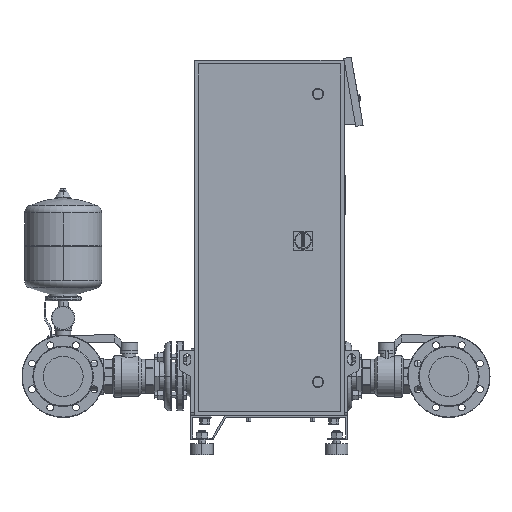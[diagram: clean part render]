
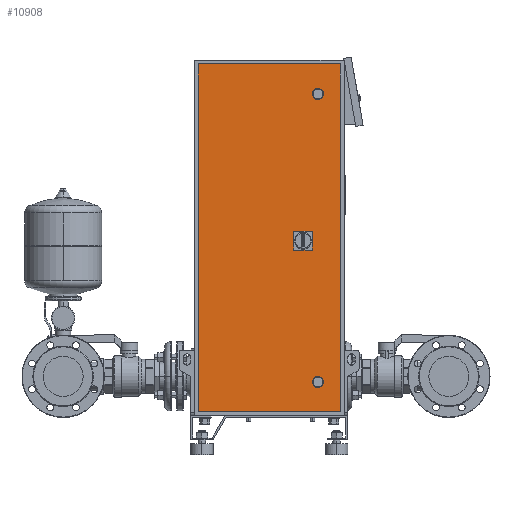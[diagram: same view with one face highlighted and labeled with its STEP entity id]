
A CAD part, left-side view. The second image highlights one B-rep face of the part: STEP entity #10908.
In plain terms, the highlighted free-form (B-spline) face has degree [1, 1] with [2, 2] control points.
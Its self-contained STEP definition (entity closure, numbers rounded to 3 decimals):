
#10386=CARTESIAN_POINT('',(-200.0,-130.0,950.0));
#10387=VERTEX_POINT('',#10386);
#10403=CARTESIAN_POINT('',(-200.0,-130.0,980.0));
#10404=VERTEX_POINT('',#10403);
#10411=CARTESIAN_POINT('',(-200.0,-130.0,965.0));
#10412=DIRECTION('',(1.0,0.0,0.0));
#10413=DIRECTION('',(0.0,0.0,-1.0));
#10414=AXIS2_PLACEMENT_3D('',#10411,#10412,#10413);
#10415=CIRCLE('',#10414,15.0);
#10416=EDGE_CURVE('',#10387,#10404,#10415,.T.);
#10510=CARTESIAN_POINT('',(-200.0,-130.0,180.0));
#10511=VERTEX_POINT('',#10510);
#10527=CARTESIAN_POINT('',(-200.0,-130.0,210.0));
#10528=VERTEX_POINT('',#10527);
#10535=CARTESIAN_POINT('',(-200.0,-130.0,195.0));
#10536=DIRECTION('',(1.0,0.0,0.0));
#10537=DIRECTION('',(0.0,0.0,-1.0));
#10538=AXIS2_PLACEMENT_3D('',#10535,#10536,#10537);
#10539=CIRCLE('',#10538,15.0);
#10540=EDGE_CURVE('',#10511,#10528,#10539,.T.);
#10609=CARTESIAN_POINT('',(-200.0,-130.0,195.0));
#10610=DIRECTION('',(1.0,0.0,0.0));
#10611=DIRECTION('',(0.0,0.0,-1.0));
#10612=AXIS2_PLACEMENT_3D('',#10609,#10610,#10611);
#10613=CIRCLE('',#10612,15.0);
#10614=EDGE_CURVE('',#10528,#10511,#10613,.T.);
#10674=CARTESIAN_POINT('',(-200.0,190.0,115.0));
#10675=VERTEX_POINT('',#10674);
#10676=CARTESIAN_POINT('',(-200.0,-190.0,115.0));
#10677=VERTEX_POINT('',#10676);
#10678=CARTESIAN_POINT('',(-200.0,190.0,115.0));
#10679=DIRECTION('',(0.0,-1.0,0.0));
#10680=VECTOR('',#10679,380.0);
#10681=LINE('',#10678,#10680);
#10682=EDGE_CURVE('',#10675,#10677,#10681,.T.);
#10733=CARTESIAN_POINT('',(-200.0,-130.0,965.0));
#10734=DIRECTION('',(1.0,0.0,0.0));
#10735=DIRECTION('',(0.0,0.0,-1.0));
#10736=AXIS2_PLACEMENT_3D('',#10733,#10734,#10735);
#10737=CIRCLE('',#10736,15.0);
#10738=EDGE_CURVE('',#10404,#10387,#10737,.T.);
#10798=CARTESIAN_POINT('',(-200.0,-190.0,1045.0));
#10799=VERTEX_POINT('',#10798);
#10800=CARTESIAN_POINT('',(-200.0,190.,1045.0));
#10801=VERTEX_POINT('',#10800);
#10802=CARTESIAN_POINT('',(-200.0,-190.0,1045.0));
#10803=DIRECTION('',(0.0,1.0,0.0));
#10804=VECTOR('',#10803,380.);
#10805=LINE('',#10802,#10804);
#10806=EDGE_CURVE('',#10799,#10801,#10805,.T.);
#10860=CARTESIAN_POINT('',(-200.0,-190.0,115.0));
#10861=DIRECTION('',(0.0,0.0,1.0));
#10862=VECTOR('',#10861,930.0);
#10863=LINE('',#10860,#10862);
#10864=EDGE_CURVE('',#10677,#10799,#10863,.T.);
#10879=CARTESIAN_POINT('',(-200.0,190.,1045.0));
#10880=DIRECTION('',(0.0,0.0,-1.0));
#10881=VECTOR('',#10880,930.0);
#10882=LINE('',#10879,#10881);
#10883=EDGE_CURVE('',#10801,#10675,#10882,.T.);
#10889=CARTESIAN_POINT('',(-200.0,190.0,1045.0));
#10890=CARTESIAN_POINT('',(-200.0,190.0,115.0));
#10891=CARTESIAN_POINT('',(-200.0,-190.0,1045.0));
#10892=CARTESIAN_POINT('',(-200.0,-190.0,115.0));
#10893=B_SPLINE_SURFACE_WITH_KNOTS('',1,1,((#10889,#10891),(#10890,#10892)),.UNSPECIFIED.,.F.,.F.,.U.,(2,2),(2,2),(0.0,930.0),(0.0,380.0),.UNSPECIFIED.);
#10894=ORIENTED_EDGE('',*,*,#10883,.T.);
#10895=ORIENTED_EDGE('',*,*,#10682,.T.);
#10896=ORIENTED_EDGE('',*,*,#10864,.T.);
#10897=ORIENTED_EDGE('',*,*,#10806,.T.);
#10898=EDGE_LOOP('',(#10894,#10895,#10896,#10897));
#10899=FACE_OUTER_BOUND('',#10898,.T.);
#10900=ORIENTED_EDGE('',*,*,#10614,.T.);
#10901=ORIENTED_EDGE('',*,*,#10540,.T.);
#10902=EDGE_LOOP('',(#10900,#10901));
#10903=FACE_BOUND('',#10902,.T.);
#10904=ORIENTED_EDGE('',*,*,#10738,.T.);
#10905=ORIENTED_EDGE('',*,*,#10416,.T.);
#10906=EDGE_LOOP('',(#10904,#10905));
#10907=FACE_BOUND('',#10906,.T.);
#10908=ADVANCED_FACE('',(#10899,#10903,#10907),#10893,.T.);
